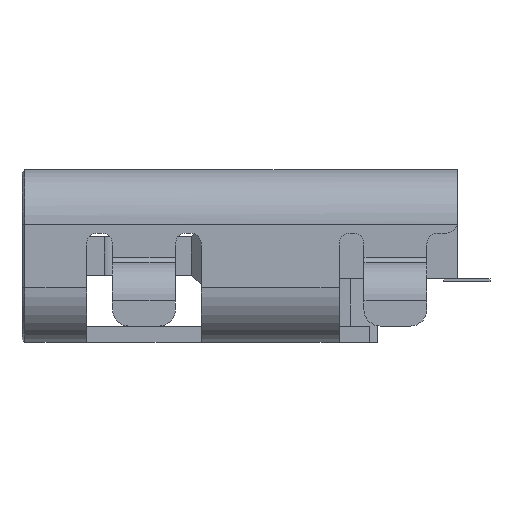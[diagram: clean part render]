
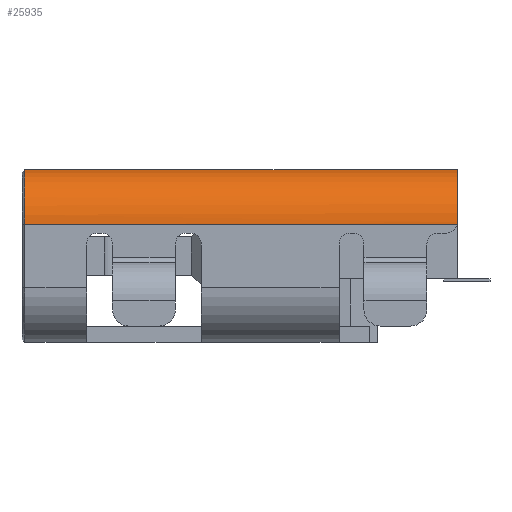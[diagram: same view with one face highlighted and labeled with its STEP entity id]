
A CAD part, left-side view. The second image highlights one B-rep face of the part: STEP entity #25935.
In plain terms, the highlighted cylindrical face has radius 1 mm (diameter 2 mm), a partial arc.
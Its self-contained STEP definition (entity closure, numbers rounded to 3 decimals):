
#224 = AXIS2_PLACEMENT_3D ( 'NONE', #6773, #25249, #3189 ) ;
#373 = CARTESIAN_POINT ( 'NONE',  ( -4.469, -3.98, 2.2 ) ) ;
#1884 = VECTOR ( 'NONE', #13728, 1000. ) ;
#2144 = VERTEX_POINT ( 'NONE', #6111 ) ;
#3189 = DIRECTION ( 'NONE',  ( 0., 0., -1. ) ) ;
#3736 = DIRECTION ( 'NONE',  ( 0., -1., 0. ) ) ;
#5220 = ORIENTED_EDGE ( 'NONE', *, *, #33894, .T. ) ;
#5667 = CARTESIAN_POINT ( 'NONE',  ( -4.47, -3.98, 2.16 ) ) ;
#6111 = CARTESIAN_POINT ( 'NONE',  ( -4.47, 3.93, 2.16 ) ) ;
#6480 = DIRECTION ( 'NONE',  ( 0., 0., 1. ) ) ;
#6773 = CARTESIAN_POINT ( 'NONE',  ( -3.47, 3.93, 2.16 ) ) ;
#7102 = CARTESIAN_POINT ( 'NONE',  ( -4.47, -3.98, 2.187 ) ) ;
#7553 = VERTEX_POINT ( 'NONE', #373 ) ;
#8118 = CARTESIAN_POINT ( 'NONE',  ( -3.47, 3.98, 3.16 ) ) ;
#8880 = DIRECTION ( 'NONE',  ( 0., 1., 0. ) ) ;
#9049 = EDGE_CURVE ( 'NONE', #22524, #7553, #29925, .T. ) ;
#9141 = CARTESIAN_POINT ( 'NONE',  ( -3.47, 3.93, 3.16 ) ) ;
#9373 = AXIS2_PLACEMENT_3D ( 'NONE', #22008, #3736, #34212 ) ;
#9648 = VERTEX_POINT ( 'NONE', #9141 ) ;
#12136 = FACE_OUTER_BOUND ( 'NONE', #35774, .T. ) ;
#12649 = CARTESIAN_POINT ( 'NONE',  ( -4.47, -3.976, 2.16 ) ) ;
#13728 = DIRECTION ( 'NONE',  ( 0., 1., 0. ) ) ;
#13977 = EDGE_CURVE ( 'NONE', #2144, #22524, #14877, .T. ) ;
#14225 = ORIENTED_EDGE ( 'NONE', *, *, #13977, .T. ) ;
#14877 = LINE ( 'NONE', #5667, #28166 ) ;
#15113 = ORIENTED_EDGE ( 'NONE', *, *, #21472, .T. ) ;
#16155 = CARTESIAN_POINT ( 'NONE',  ( -4.47, -3.979, 2.173 ) ) ;
#18206 = CYLINDRICAL_SURFACE ( 'NONE', #9373, 1. ) ;
#19922 = CIRCLE ( 'NONE', #26267, 1. ) ;
#20539 = DIRECTION ( 'NONE',  ( 0., -1., 0. ) ) ;
#21472 = EDGE_CURVE ( 'NONE', #7553, #22023, #19922, .T. ) ;
#21840 = ORIENTED_EDGE ( 'NONE', *, *, #29588, .T. ) ;
#22008 = CARTESIAN_POINT ( 'NONE',  ( -3.47, 0., 2.16 ) ) ;
#22023 = VERTEX_POINT ( 'NONE', #31204 ) ;
#22196 = CARTESIAN_POINT ( 'NONE',  ( -4.47, -3.976, 2.16 ) ) ;
#22524 = VERTEX_POINT ( 'NONE', #12649 ) ;
#22636 = CIRCLE ( 'NONE', #224, 1. ) ;
#25249 = DIRECTION ( 'NONE',  ( 0., -1., 0. ) ) ;
#25935 = ADVANCED_FACE ( 'NONE', ( #12136 ), #18206, .T. ) ;
#26267 = AXIS2_PLACEMENT_3D ( 'NONE', #30313, #8880, #6480 ) ;
#28166 = VECTOR ( 'NONE', #20539, 1000. ) ;
#29384 = LINE ( 'NONE', #8118, #1884 ) ;
#29588 = EDGE_CURVE ( 'NONE', #22023, #9648, #29384, .T. ) ;
#29925 = B_SPLINE_CURVE_WITH_KNOTS ( 'NONE', 3,
 ( #22196, #16155, #7102, #31522 ),
 .UNSPECIFIED., .F., .F.,
 ( 4, 4 ),
 ( 0., 0. ),
 .UNSPECIFIED. ) ;
#30313 = CARTESIAN_POINT ( 'NONE',  ( -3.47, -3.98, 2.16 ) ) ;
#31204 = CARTESIAN_POINT ( 'NONE',  ( -3.47, -3.98, 3.16 ) ) ;
#31522 = CARTESIAN_POINT ( 'NONE',  ( -4.469, -3.98, 2.2 ) ) ;
#33894 = EDGE_CURVE ( 'NONE', #9648, #2144, #22636, .T. ) ;
#34212 = DIRECTION ( 'NONE',  ( -1., 0., 0. ) ) ;
#35774 = EDGE_LOOP ( 'NONE', ( #14225, #38098, #15113, #21840, #5220 ) ) ;
#38098 = ORIENTED_EDGE ( 'NONE', *, *, #9049, .T. ) ;
